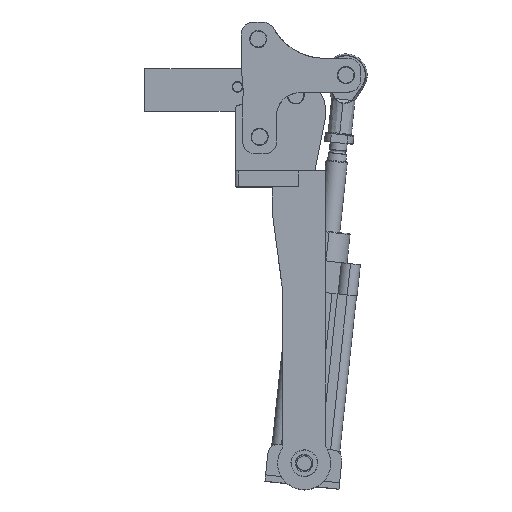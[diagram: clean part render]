
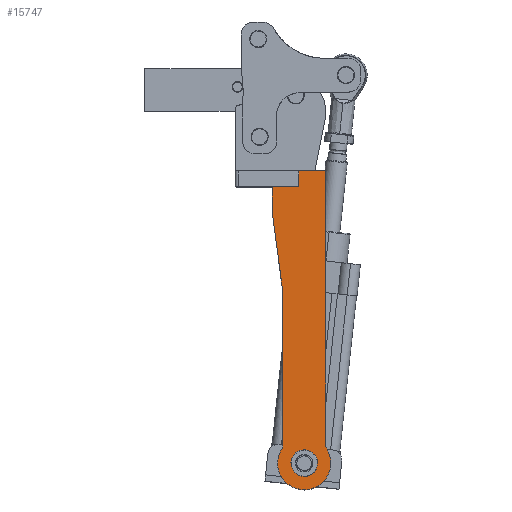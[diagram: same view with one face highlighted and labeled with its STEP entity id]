
A CAD part, top view. The second image highlights one B-rep face of the part: STEP entity #15747.
In plain terms, the highlighted free-form (B-spline) face has degree [1, 1] with [2, 2] control points.
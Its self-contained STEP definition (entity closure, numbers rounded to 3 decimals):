
#15284 = VERTEX_POINT('',#15285);
#15285 = CARTESIAN_POINT('',(29.24,-10.025,
    64.412));
#15292 = EDGE_CURVE('',#15293,#15284,#15295,.T.);
#15293 = VERTEX_POINT('',#15294);
#15294 = CARTESIAN_POINT('',(50.126,-10.025,
    64.412));
#15295 = B_SPLINE_CURVE_WITH_KNOTS('',1,(#15296,#15297),.UNSPECIFIED.,
  .F.,.F.,(2,2),(-12.5,12.5),.PIECEWISE_BEZIER_KNOTS.);
#15296 = CARTESIAN_POINT('',(50.126,-10.025,
    64.412));
#15297 = CARTESIAN_POINT('',(29.24,-10.025,
    64.412));
#15320 = EDGE_CURVE('',#15321,#15293,#15323,.T.);
#15321 = VERTEX_POINT('',#15322);
#15322 = CARTESIAN_POINT('',(50.126,2.506,
    64.412));
#15323 = B_SPLINE_CURVE_WITH_KNOTS('',1,(#15324,#15325),.UNSPECIFIED.,
  .F.,.F.,(2,2),(-7.5,7.5),.PIECEWISE_BEZIER_KNOTS.);
#15324 = CARTESIAN_POINT('',(50.126,2.506,
    64.412));
#15325 = CARTESIAN_POINT('',(50.126,-10.025,
    64.412));
#15348 = VERTEX_POINT('',#15349);
#15349 = CARTESIAN_POINT('',(29.24,-30.911,
    64.412));
#15356 = EDGE_CURVE('',#15284,#15348,#15357,.T.);
#15357 = B_SPLINE_CURVE_WITH_KNOTS('',1,(#15358,#15359),.UNSPECIFIED.,
  .F.,.F.,(2,2),(-12.5,12.5),.PIECEWISE_BEZIER_KNOTS.);
#15358 = CARTESIAN_POINT('',(29.24,-10.025,
    64.412));
#15359 = CARTESIAN_POINT('',(29.24,-30.911,
    64.412));
#15376 = VERTEX_POINT('',#15377);
#15377 = CARTESIAN_POINT('',(37.595,-212.178,
    64.412));
#15384 = EDGE_CURVE('',#15385,#15376,#15387,.T.);
#15385 = VERTEX_POINT('',#15386);
#15386 = CARTESIAN_POINT('',(37.595,-93.569,
    64.412));
#15387 = B_SPLINE_CURVE_WITH_KNOTS('',1,(#15388,#15389),.UNSPECIFIED.,
  .F.,.F.,(2,2),(-70.986,70.986),.PIECEWISE_BEZIER_KNOTS.);
#15388 = CARTESIAN_POINT('',(37.595,-93.569,
    64.412));
#15389 = CARTESIAN_POINT('',(37.595,-212.178,
    64.412));
#15420 = EDGE_CURVE('',#15376,#15421,#15423,.T.);
#15421 = VERTEX_POINT('',#15422);
#15422 = CARTESIAN_POINT('',(36.401,-216.482,
    64.412));
#15423 = ( BOUNDED_CURVE() B_SPLINE_CURVE(2,(#15424,#15425,#15426),
.UNSPECIFIED.,.F.,.F.) B_SPLINE_CURVE_WITH_KNOTS((3,3),(3.142,
3.683),.PIECEWISE_BEZIER_KNOTS.) CURVE() 
GEOMETRIC_REPRESENTATION_ITEM() RATIONAL_B_SPLINE_CURVE((1.,
0.964,1.)) REPRESENTATION_ITEM('') );
#15424 = CARTESIAN_POINT('',(37.595,-212.178,
    64.412));
#15425 = CARTESIAN_POINT('',(37.595,-214.495,
    64.412));
#15426 = CARTESIAN_POINT('',(36.401,-216.482,
    64.412));
#15444 = EDGE_CURVE('',#15348,#15385,#15445,.T.);
#15445 = B_SPLINE_CURVE_WITH_KNOTS('',1,(#15446,#15447),.UNSPECIFIED.,
  .F.,.F.,(2,2),(-37.832,37.832),
  .PIECEWISE_BEZIER_KNOTS.);
#15446 = CARTESIAN_POINT('',(29.24,-30.911,
    64.412));
#15447 = CARTESIAN_POINT('',(37.595,-93.569,
    64.412));
#15464 = EDGE_CURVE('',#15465,#15321,#15467,.T.);
#15465 = VERTEX_POINT('',#15466);
#15466 = CARTESIAN_POINT('',(71.012,2.506,
    64.412));
#15467 = B_SPLINE_CURVE_WITH_KNOTS('',1,(#15468,#15469),.UNSPECIFIED.,
  .F.,.F.,(2,2),(-12.5,12.5),.PIECEWISE_BEZIER_KNOTS.);
#15468 = CARTESIAN_POINT('',(71.012,2.506,
    64.412));
#15469 = CARTESIAN_POINT('',(50.126,2.506,
    64.412));
#15492 = VERTEX_POINT('',#15493);
#15493 = CARTESIAN_POINT('',(71.012,-212.178,
    64.412));
#15506 = EDGE_CURVE('',#15492,#15465,#15507,.T.);
#15507 = B_SPLINE_CURVE_WITH_KNOTS('',1,(#15508,#15509),.UNSPECIFIED.,
  .F.,.F.,(2,2),(-128.486,128.486),
  .PIECEWISE_BEZIER_KNOTS.);
#15508 = CARTESIAN_POINT('',(71.012,-212.178,
    64.412));
#15509 = CARTESIAN_POINT('',(71.012,2.506,
    64.412));
#15528 = VERTEX_POINT('',#15529);
#15529 = CARTESIAN_POINT('',(72.206,-216.482,
    64.412));
#15534 = EDGE_CURVE('',#15528,#15492,#15535,.T.);
#15535 = ( BOUNDED_CURVE() B_SPLINE_CURVE(2,(#15536,#15537,#15538),
.UNSPECIFIED.,.F.,.F.) B_SPLINE_CURVE_WITH_KNOTS((3,3),(1.03,
1.571),.PIECEWISE_BEZIER_KNOTS.) CURVE() 
GEOMETRIC_REPRESENTATION_ITEM() RATIONAL_B_SPLINE_CURVE((1.,
0.964,1.)) REPRESENTATION_ITEM('') );
#15536 = CARTESIAN_POINT('',(72.206,-216.482,
    64.412));
#15537 = CARTESIAN_POINT('',(71.012,-214.496,
    64.412));
#15538 = CARTESIAN_POINT('',(71.012,-212.178,
    64.412));
#15554 = VERTEX_POINT('',#15555);
#15555 = CARTESIAN_POINT('',(75.19,-227.24,
    64.412));
#15560 = EDGE_CURVE('',#15561,#15554,#15563,.T.);
#15561 = VERTEX_POINT('',#15562);
#15562 = CARTESIAN_POINT('',(33.418,-227.24,
    64.412));
#15563 = ( BOUNDED_CURVE() B_SPLINE_CURVE(2,(#15564,#15565,#15566,#15567
,#15568),.UNSPECIFIED.,.F.,.F.) B_SPLINE_CURVE_WITH_KNOTS((3,2,3),(
    1.571,3.142,4.712),
.PIECEWISE_BEZIER_KNOTS.) CURVE() GEOMETRIC_REPRESENTATION_ITEM() 
RATIONAL_B_SPLINE_CURVE((1.,0.707,1.,0.707,1.)) 
REPRESENTATION_ITEM('') );
#15564 = CARTESIAN_POINT('',(33.418,-227.24,
    64.412));
#15565 = CARTESIAN_POINT('',(33.418,-248.125,
    64.412));
#15566 = CARTESIAN_POINT('',(54.304,-248.125,
    64.412));
#15567 = CARTESIAN_POINT('',(75.19,-248.125,
    64.412));
#15568 = CARTESIAN_POINT('',(75.19,-227.24,
    64.412));
#15599 = EDGE_CURVE('',#15554,#15528,#15600,.T.);
#15600 = ( BOUNDED_CURVE() B_SPLINE_CURVE(2,(#15601,#15602,#15603),
.UNSPECIFIED.,.F.,.F.) B_SPLINE_CURVE_WITH_KNOTS((3,3),(4.712,
5.253),.PIECEWISE_BEZIER_KNOTS.) CURVE() 
GEOMETRIC_REPRESENTATION_ITEM() RATIONAL_B_SPLINE_CURVE((1.,
0.964,1.)) REPRESENTATION_ITEM('') );
#15601 = CARTESIAN_POINT('',(75.19,-227.24,
    64.412));
#15602 = CARTESIAN_POINT('',(75.19,-221.447,
    64.412));
#15603 = CARTESIAN_POINT('',(72.206,-216.482,
    64.412));
#15630 = EDGE_CURVE('',#15421,#15561,#15631,.T.);
#15631 = ( BOUNDED_CURVE() B_SPLINE_CURVE(2,(#15632,#15633,#15634),
.UNSPECIFIED.,.F.,.F.) B_SPLINE_CURVE_WITH_KNOTS((3,3),(1.03,
1.571),.PIECEWISE_BEZIER_KNOTS.) CURVE() 
GEOMETRIC_REPRESENTATION_ITEM() RATIONAL_B_SPLINE_CURVE((1.,
0.964,1.)) REPRESENTATION_ITEM('') );
#15632 = CARTESIAN_POINT('',(36.401,-216.482,
    64.412));
#15633 = CARTESIAN_POINT('',(33.418,-221.447,
    64.412));
#15634 = CARTESIAN_POINT('',(33.418,-227.24,
    64.412));
#15648 = VERTEX_POINT('',#15649);
#15649 = CARTESIAN_POINT('',(45.949,-227.24,
    64.412));
#15656 = EDGE_CURVE('',#15648,#15657,#15659,.T.);
#15657 = VERTEX_POINT('',#15658);
#15658 = CARTESIAN_POINT('',(62.658,-227.24,
    64.412));
#15659 = ( BOUNDED_CURVE() B_SPLINE_CURVE(2,(#15660,#15661,#15662,#15663
,#15664),.UNSPECIFIED.,.F.,.F.) B_SPLINE_CURVE_WITH_KNOTS((3,2,3),(
    1.571,3.142,4.712),
.PIECEWISE_BEZIER_KNOTS.) CURVE() GEOMETRIC_REPRESENTATION_ITEM() 
RATIONAL_B_SPLINE_CURVE((1.,0.707,1.,0.707,1.)) 
REPRESENTATION_ITEM('') );
#15660 = CARTESIAN_POINT('',(45.949,-227.24,
    64.412));
#15661 = CARTESIAN_POINT('',(45.949,-218.885,
    64.412));
#15662 = CARTESIAN_POINT('',(54.304,-218.885,
    64.412));
#15663 = CARTESIAN_POINT('',(62.658,-218.885,
    64.412));
#15664 = CARTESIAN_POINT('',(62.658,-227.24,
    64.412));
#15696 = EDGE_CURVE('',#15657,#15648,#15697,.T.);
#15697 = ( BOUNDED_CURVE() B_SPLINE_CURVE(2,(#15698,#15699,#15700,#15701
,#15702),.UNSPECIFIED.,.F.,.F.) B_SPLINE_CURVE_WITH_KNOTS((3,2,3),(
    4.712,6.283,7.854),
.PIECEWISE_BEZIER_KNOTS.) CURVE() GEOMETRIC_REPRESENTATION_ITEM() 
RATIONAL_B_SPLINE_CURVE((1.,0.707,1.,0.707,1.)) 
REPRESENTATION_ITEM('') );
#15698 = CARTESIAN_POINT('',(62.658,-227.24,
    64.412));
#15699 = CARTESIAN_POINT('',(62.658,-235.594,
    64.412));
#15700 = CARTESIAN_POINT('',(54.304,-235.594,
    64.412));
#15701 = CARTESIAN_POINT('',(45.949,-235.594,
    64.412));
#15702 = CARTESIAN_POINT('',(45.949,-227.24,
    64.412));
#15747 = ADVANCED_FACE('',(#15748,#15762),#15766,.F.);
#15748 = FACE_BOUND('',#15749,.T.);
#15749 = EDGE_LOOP('',(#15750,#15751,#15752,#15753,#15754,#15755,#15756,
    #15757,#15758,#15759,#15760,#15761));
#15750 = ORIENTED_EDGE('',*,*,#15630,.T.);
#15751 = ORIENTED_EDGE('',*,*,#15560,.T.);
#15752 = ORIENTED_EDGE('',*,*,#15599,.T.);
#15753 = ORIENTED_EDGE('',*,*,#15534,.T.);
#15754 = ORIENTED_EDGE('',*,*,#15506,.T.);
#15755 = ORIENTED_EDGE('',*,*,#15464,.T.);
#15756 = ORIENTED_EDGE('',*,*,#15320,.T.);
#15757 = ORIENTED_EDGE('',*,*,#15292,.T.);
#15758 = ORIENTED_EDGE('',*,*,#15356,.T.);
#15759 = ORIENTED_EDGE('',*,*,#15444,.T.);
#15760 = ORIENTED_EDGE('',*,*,#15384,.T.);
#15761 = ORIENTED_EDGE('',*,*,#15420,.T.);
#15762 = FACE_BOUND('',#15763,.T.);
#15763 = EDGE_LOOP('',(#15764,#15765));
#15764 = ORIENTED_EDGE('',*,*,#15696,.T.);
#15765 = ORIENTED_EDGE('',*,*,#15656,.T.);
#15766 = B_SPLINE_SURFACE_WITH_KNOTS('',1,1,(
    (#15767,#15768)
    ,(#15769,#15770
    )),.UNSPECIFIED.,.F.,.F.,.F.,(2,2),(2,2),(35.,90.),(
    -3.,297.),.PIECEWISE_BEZIER_KNOTS.);
#15767 = CARTESIAN_POINT('',(29.24,2.506,
    64.412));
#15768 = CARTESIAN_POINT('',(29.24,-248.125,
    64.412));
#15769 = CARTESIAN_POINT('',(75.19,2.506,
    64.412));
#15770 = CARTESIAN_POINT('',(75.19,-248.125,
    64.412));
